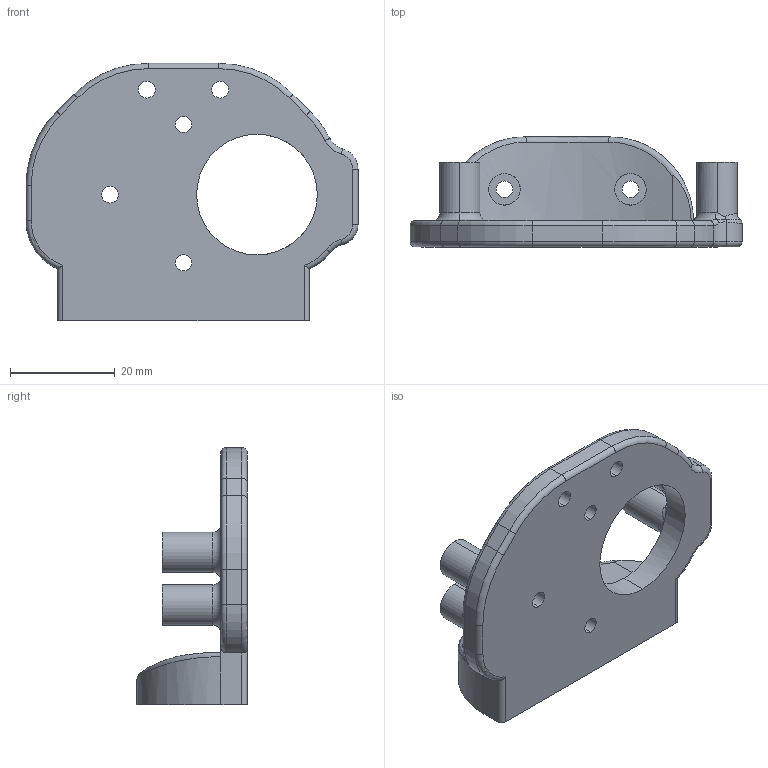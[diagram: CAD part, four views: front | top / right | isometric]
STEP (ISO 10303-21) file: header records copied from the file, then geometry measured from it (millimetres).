
FILE_DESCRIPTION (( 'STEP AP203' ), '1' );
FILE_NAME ('Bottom Plate C_Predeterminado_sldprt.STEP', '2024-02-29T15:19:50', ( '' ), ( '' ), 'SwSTEP 2.0', 'SolidWorks 2022', '' );
FILE_SCHEMA (( 'CONFIG_CONTROL_DESIGN' ));
Length unit declared in the file: millimetre
Products named in the file (1): Bottom Plate C_Predeterminado_sldprt
Bounding box: 63.25 x 21 x 49 mm (x, y, z)
Volume: 16147.9 mm3; surface area: 8950.3 mm2
Topology: 1 solids, 1 shells, 176 faces, 437 edges, 270 vertices
Faces by surface type: plane 61, cylinder 60, bspline 28, torus 27
Entity records: 6853 total; most frequent: CARTESIAN_POINT 2665, ORIENTED_EDGE 868, DIRECTION 854, EDGE_CURVE 434, AXIS2_PLACEMENT_3D 337, VERTEX_POINT 270, EDGE_LOOP 202, CIRCLE 188
